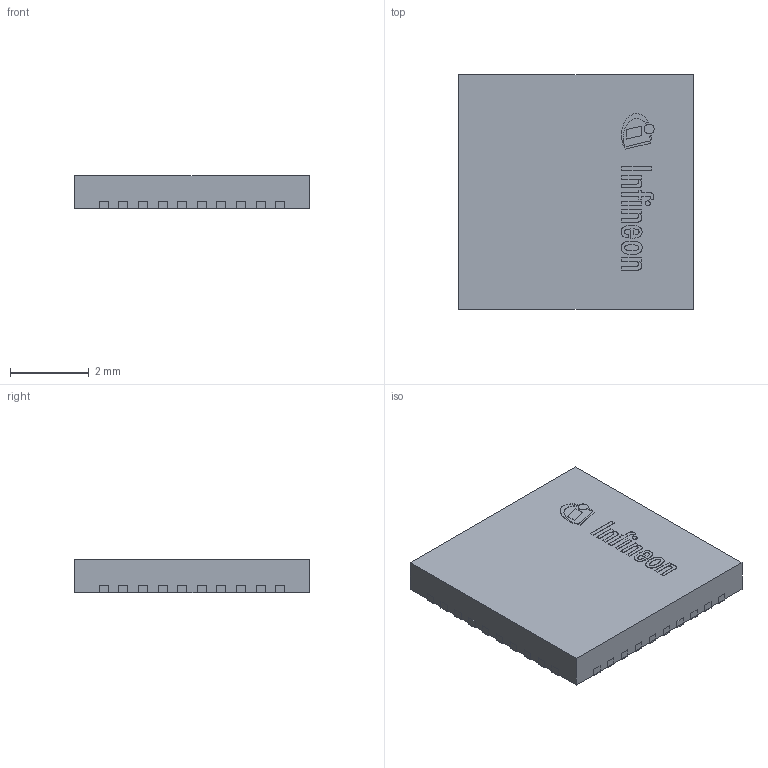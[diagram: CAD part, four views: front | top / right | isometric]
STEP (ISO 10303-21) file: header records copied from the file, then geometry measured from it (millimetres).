
FILE_DESCRIPTION(/* description */ (''),/* implementation_level */ '2;1');
FILE_NAME(/* name */ 'PG-IQFN-40-1_Z8B00137096_V06_3D.stp',/* time_stamp */ '2020-11-06T17:00:04+06:00',/* author */ ('janartha'),/* organization */ (''),/* preprocessor_version */ 'ST-DEVELOPER v16.13',/* originating_system */ 'AutoCAD Mechanical',/* authorisation */ '');
FILE_SCHEMA (('AUTOMOTIVE_DESIGN { 1 0 10303 214 3 1 1 }'));
Length unit declared in the file: millimetre
Products named in the file (1): Product
Bounding box: 6 x 6 x 0.86 mm (x, y, z)
Surface area: 148.3 mm2
Topology: 56 solids, 57 shells, 502 faces, 1173 edges, 786 vertices
Faces by surface type: plane 321, cylinder 181
Full cylindrical faces by diameter (mm): 0.122 x1, 0.251 x1
Entity records: 14359 total; most frequent: DIRECTION 2537, CARTESIAN_POINT 2458, ORIENTED_EDGE 2334, EDGE_CURVE 1169, AXIS2_PLACEMENT_3D 865, LINE 807, VECTOR 807, VERTEX_POINT 782
